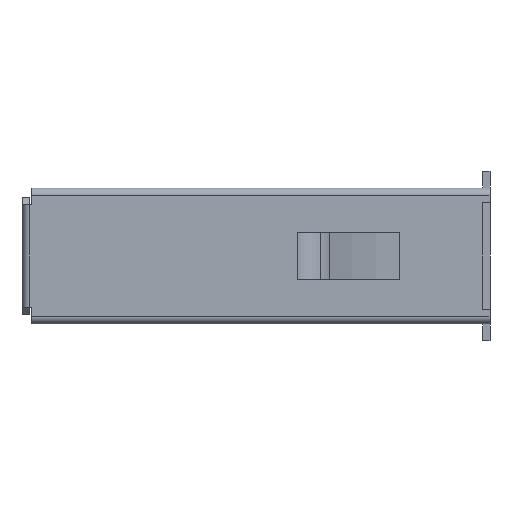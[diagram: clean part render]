
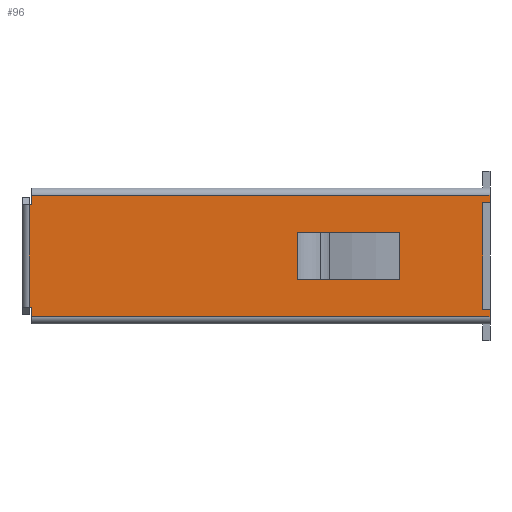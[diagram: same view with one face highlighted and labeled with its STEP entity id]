
A CAD part, left-side view. The second image highlights one B-rep face of the part: STEP entity #96.
In plain terms, the highlighted planar face has unit normal (-1, 0, 0).
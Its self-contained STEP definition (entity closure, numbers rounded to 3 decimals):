
#96=ADVANCED_FACE('3726',(#524,#525),#526,.T.);
#524=FACE_OUTER_BOUND('',#1309,.T.);
#525=FACE_BOUND('',#1310,.T.);
#526=PLANE('',#1311);
#1309=EDGE_LOOP('',(#2386,#2387,#2388,#2389,#2390,#2391,#2392,#2393,#2394,#2395,#2396,#2397));
#1310=EDGE_LOOP('',(#2398,#2399,#2400,#2401));
#1311=AXIS2_PLACEMENT_3D('',#2402,#2403,#2404);
#2386=ORIENTED_EDGE('',*,*,#5447,.T.);
#2387=ORIENTED_EDGE('',*,*,#5534,.T.);
#2388=ORIENTED_EDGE('',*,*,#5535,.F.);
#2389=ORIENTED_EDGE('',*,*,#5536,.F.);
#2390=ORIENTED_EDGE('',*,*,#5537,.F.);
#2391=ORIENTED_EDGE('',*,*,#5418,.F.);
#2392=ORIENTED_EDGE('',*,*,#5538,.T.);
#2393=ORIENTED_EDGE('',*,*,#5508,.F.);
#2394=ORIENTED_EDGE('',*,*,#5539,.T.);
#2395=ORIENTED_EDGE('',*,*,#5540,.T.);
#2396=ORIENTED_EDGE('',*,*,#5431,.T.);
#2397=ORIENTED_EDGE('',*,*,#5416,.T.);
#2398=ORIENTED_EDGE('',*,*,#5413,.T.);
#2399=ORIENTED_EDGE('',*,*,#5541,.T.);
#2400=ORIENTED_EDGE('',*,*,#5409,.F.);
#2401=ORIENTED_EDGE('',*,*,#5542,.F.);
#2402=CARTESIAN_POINT('',(-11.75,-13.163,3.234));
#2403=DIRECTION('',(-1.0,0.0,0.0));
#2404=DIRECTION('',(0.0,0.0,1.0));
#5409=EDGE_CURVE('4742',#6585,#6586,#6587,.T.);
#5413=EDGE_CURVE('4741',#6592,#6590,#6593,.T.);
#5416=EDGE_CURVE('5087',#6597,#6595,#6598,.T.);
#5418=EDGE_CURVE('5015',#6600,#6601,#6602,.T.);
#5431=EDGE_CURVE('5089',#6621,#6597,#6622,.T.);
#5447=EDGE_CURVE('5094',#6595,#6645,#6647,.T.);
#5508=EDGE_CURVE('4996',#6755,#6757,#6758,.T.);
#5534=EDGE_CURVE('4727',#6645,#6804,#6805,.T.);
#5535=EDGE_CURVE('4755',#6806,#6804,#6807,.T.);
#5536=EDGE_CURVE('5002',#6808,#6806,#6809,.T.);
#5537=EDGE_CURVE('5000',#6601,#6808,#6810,.T.);
#5538=EDGE_CURVE('4994',#6600,#6757,#6811,.T.);
#5539=EDGE_CURVE('4761',#6755,#6812,#6813,.T.);
#5540=EDGE_CURVE('4726',#6812,#6621,#6814,.T.);
#5541=EDGE_CURVE('4740',#6590,#6586,#6815,.T.);
#5542=EDGE_CURVE('4739',#6592,#6585,#6816,.T.);
#6585=VERTEX_POINT('',#8445);
#6586=VERTEX_POINT('',#8446);
#6587=LINE('',#8447,#8448);
#6590=VERTEX_POINT('',#8451);
#6592=VERTEX_POINT('',#8453);
#6593=LINE('',#8454,#8455);
#6595=VERTEX_POINT('',#8457);
#6597=VERTEX_POINT('',#8459);
#6598=LINE('',#8460,#8461);
#6600=VERTEX_POINT('',#8463);
#6601=VERTEX_POINT('',#8464);
#6602=LINE('',#8465,#8466);
#6621=VERTEX_POINT('',#8493);
#6622=LINE('',#8494,#8495);
#6645=VERTEX_POINT('',#8532);
#6647=LINE('',#8535,#8536);
#6755=VERTEX_POINT('',#8682);
#6757=VERTEX_POINT('',#8684);
#6758=LINE('',#8685,#8686);
#6804=VERTEX_POINT('',#8755);
#6805=LINE('',#8756,#8757);
#6806=VERTEX_POINT('',#8758);
#6807=LINE('',#8759,#8760);
#6808=VERTEX_POINT('',#8761);
#6809=LINE('',#8762,#8763);
#6810=LINE('',#8764,#8765);
#6811=LINE('',#8766,#8767);
#6812=VERTEX_POINT('',#8768);
#6813=LINE('',#8769,#8770);
#6814=LINE('',#8771,#8772);
#6815=LINE('',#8773,#8774);
#6816=LINE('',#8775,#8776);
#8445=CARTESIAN_POINT('',(-11.75,-9.352,-0.626));
#8446=CARTESIAN_POINT('',(-11.75,-9.352,1.374));
#8447=CARTESIAN_POINT('',(-11.75,-9.352,-0.626));
#8448=VECTOR('',#11075,2.0);
#8451=CARTESIAN_POINT('',(-11.75,-5.068,1.374));
#8453=CARTESIAN_POINT('',(-11.75,-5.068,-0.626));
#8454=CARTESIAN_POINT('',(-11.75,-5.068,-0.626));
#8455=VECTOR('',#11085,2.0);
#8457=CARTESIAN_POINT('',(-11.75,6.237,-1.776));
#8459=CARTESIAN_POINT('',(-11.75,6.237,2.524));
#8460=CARTESIAN_POINT('',(-11.75,6.237,2.524));
#8461=VECTOR('',#11092,4.3);
#8463=CARTESIAN_POINT('',(-11.75,-12.863,2.624));
#8464=CARTESIAN_POINT('',(-11.75,-12.863,-1.876));
#8465=CARTESIAN_POINT('',(-11.75,-12.863,2.624));
#8466=VECTOR('',#11096,4.5);
#8493=CARTESIAN_POINT('',(-11.75,6.137,2.524));
#8494=CARTESIAN_POINT('',(-11.75,6.137,2.524));
#8495=VECTOR('',#11117,0.1);
#8532=CARTESIAN_POINT('',(-11.75,6.137,-1.776));
#8535=CARTESIAN_POINT('',(-11.75,6.237,-1.776));
#8536=VECTOR('',#11133,0.1);
#8682=CARTESIAN_POINT('',(-11.75,-13.163,2.934));
#8684=CARTESIAN_POINT('',(-11.75,-13.163,2.624));
#8685=CARTESIAN_POINT('',(-11.75,-13.163,2.934));
#8686=VECTOR('',#11238,0.31);
#8755=CARTESIAN_POINT('',(-11.75,6.137,-2.186));
#8756=CARTESIAN_POINT('',(-11.75,6.137,-1.776));
#8757=VECTOR('',#11268,0.41);
#8758=CARTESIAN_POINT('',(-11.75,-13.163,-2.186));
#8759=CARTESIAN_POINT('',(-11.75,-13.163,-2.186));
#8760=VECTOR('',#11269,19.3);
#8761=CARTESIAN_POINT('',(-11.75,-13.163,-1.876));
#8762=CARTESIAN_POINT('',(-11.75,-13.163,-1.876));
#8763=VECTOR('',#11270,0.31);
#8764=CARTESIAN_POINT('',(-11.75,-12.863,-1.876));
#8765=VECTOR('',#11271,0.3);
#8766=CARTESIAN_POINT('',(-11.75,-12.863,2.624));
#8767=VECTOR('',#11272,0.3);
#8768=CARTESIAN_POINT('',(-11.75,6.137,2.934));
#8769=CARTESIAN_POINT('',(-11.75,-13.163,2.934));
#8770=VECTOR('',#11273,19.3);
#8771=CARTESIAN_POINT('',(-11.75,6.137,2.934));
#8772=VECTOR('',#11274,0.41);
#8773=CARTESIAN_POINT('',(-11.75,-5.068,1.374));
#8774=VECTOR('',#11275,4.284);
#8775=CARTESIAN_POINT('',(-11.75,-5.068,-0.626));
#8776=VECTOR('',#11276,4.284);
#11075=DIRECTION('',(0.0,0.0,1.0));
#11085=DIRECTION('',(0.0,0.0,1.0));
#11092=DIRECTION('',(0.0,0.0,-1.0));
#11096=DIRECTION('',(0.0,0.0,-1.0));
#11117=DIRECTION('',(0.0,1.0,0.0));
#11133=DIRECTION('',(0.0,-1.0,0.0));
#11238=DIRECTION('',(0.0,0.0,-1.0));
#11268=DIRECTION('',(0.0,0.0,-1.0));
#11269=DIRECTION('',(0.0,1.0,0.0));
#11270=DIRECTION('',(0.0,0.0,-1.0));
#11271=DIRECTION('',(0.0,-1.0,0.0));
#11272=DIRECTION('',(0.0,-1.0,0.0));
#11273=DIRECTION('',(0.0,1.0,0.0));
#11274=DIRECTION('',(0.0,0.0,-1.0));
#11275=DIRECTION('',(0.0,-1.0,0.0));
#11276=DIRECTION('',(0.0,-1.0,0.0));
